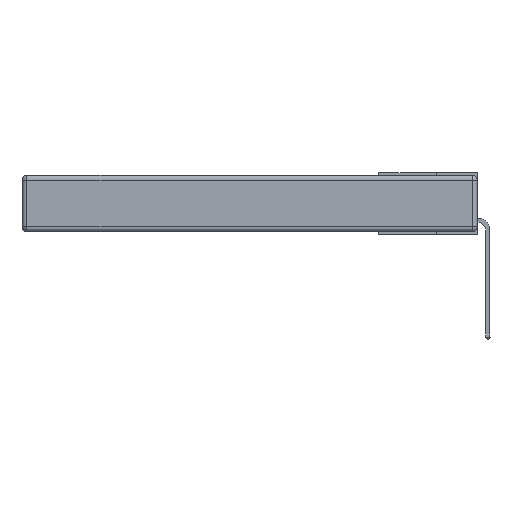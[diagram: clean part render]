
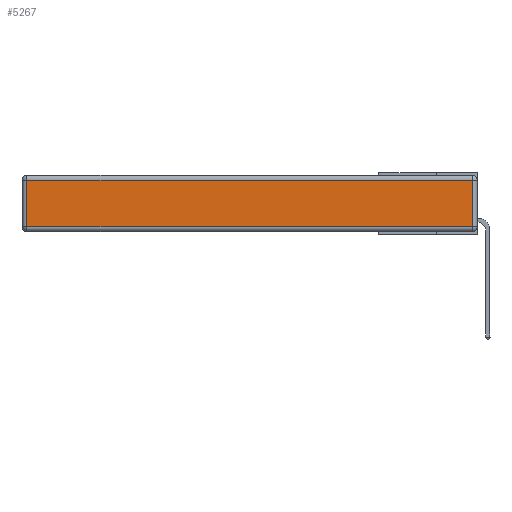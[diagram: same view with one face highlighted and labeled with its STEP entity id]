
A CAD part, left-side view. The second image highlights one B-rep face of the part: STEP entity #5267.
In plain terms, the highlighted planar face has unit normal (-1, 0, 0).
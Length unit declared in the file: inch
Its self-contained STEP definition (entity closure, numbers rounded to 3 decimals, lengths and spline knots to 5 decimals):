
#22 = CARTESIAN_POINT ( 'NONE',  ( 0., 2.72, -0.313 ) ) ;
#529 = VERTEX_POINT ( 'NONE', #22 ) ;
#976 = LINE ( 'NONE', #10158, #13283 ) ;
#1228 = LINE ( 'NONE', #11305, #5530 ) ;
#1232 = FACE_OUTER_BOUND ( 'NONE', #5293, .T. ) ;
#1575 = CARTESIAN_POINT ( 'NONE',  ( 0., 0.03, -0.313 ) ) ;
#1740 = EDGE_CURVE ( 'NONE', #7955, #8140, #15181, .T. ) ;
#1988 = CARTESIAN_POINT ( 'NONE',  ( 0., 0., -0.343 ) ) ;
#2744 = EDGE_CURVE ( 'NONE', #529, #5029, #1228, .T. ) ;
#5029 = VERTEX_POINT ( 'NONE', #1575 ) ;
#5267 = ADVANCED_FACE ( 'NONE', ( #1232 ), #12742, .T. ) ;
#5293 = EDGE_LOOP ( 'NONE', ( #19251, #15468, #17439, #16449 ) ) ;
#5530 = VECTOR ( 'NONE', #11232, 39.37008 ) ;
#5655 = VECTOR ( 'NONE', #25297, 39.37008 ) ;
#6392 = CARTESIAN_POINT ( 'NONE',  ( 0., 2.72, -0.343 ) ) ;
#6984 = AXIS2_PLACEMENT_3D ( 'NONE', #1988, #11495, #17950 ) ;
#7340 = EDGE_CURVE ( 'NONE', #8140, #529, #21145, .T. ) ;
#7955 = VERTEX_POINT ( 'NONE', #12094 ) ;
#8140 = VERTEX_POINT ( 'NONE', #24194 ) ;
#10158 = CARTESIAN_POINT ( 'NONE',  ( 0., 0.03, -0.343 ) ) ;
#10511 = DIRECTION ( 'NONE',  ( 0., 0., -1. ) ) ;
#11232 = DIRECTION ( 'NONE',  ( 0., -1., 0. ) ) ;
#11305 = CARTESIAN_POINT ( 'NONE',  ( 0., 0., -0.313 ) ) ;
#11495 = DIRECTION ( 'NONE',  ( -1., 0., 0. ) ) ;
#11583 = VECTOR ( 'NONE', #10511, 39.37008 ) ;
#12094 = CARTESIAN_POINT ( 'NONE',  ( 0., 0.03, -0.03 ) ) ;
#12742 = PLANE ( 'NONE',  #6984 ) ;
#13283 = VECTOR ( 'NONE', #19716, 39.37008 ) ;
#13616 = CARTESIAN_POINT ( 'NONE',  ( 0., 2.75, -0.03 ) ) ;
#15181 = LINE ( 'NONE', #13616, #5655 ) ;
#15468 = ORIENTED_EDGE ( 'NONE', *, *, #18527, .T. ) ;
#16449 = ORIENTED_EDGE ( 'NONE', *, *, #7340, .T. ) ;
#17439 = ORIENTED_EDGE ( 'NONE', *, *, #1740, .T. ) ;
#17950 = DIRECTION ( 'NONE',  ( 0., 0., 1. ) ) ;
#18527 = EDGE_CURVE ( 'NONE', #5029, #7955, #976, .T. ) ;
#19251 = ORIENTED_EDGE ( 'NONE', *, *, #2744, .T. ) ;
#19716 = DIRECTION ( 'NONE',  ( 0., 0., 1. ) ) ;
#21145 = LINE ( 'NONE', #6392, #11583 ) ;
#24194 = CARTESIAN_POINT ( 'NONE',  ( 0., 2.72, -0.03 ) ) ;
#25297 = DIRECTION ( 'NONE',  ( 0., 1., 0. ) ) ;
